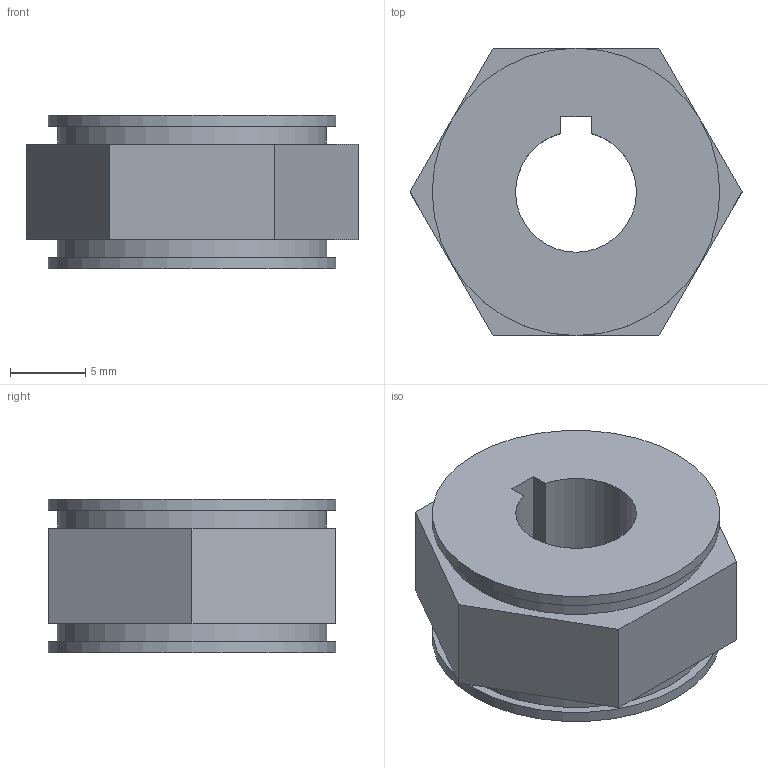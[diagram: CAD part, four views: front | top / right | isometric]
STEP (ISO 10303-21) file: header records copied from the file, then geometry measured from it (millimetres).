
FILE_DESCRIPTION((''),'2;1');
FILE_NAME('','',(''),(''),'','','');
FILE_SCHEMA(('AUTOMOTIVE_DESIGN { 1 0 10303 214 1 1 1 1 }'));
Length unit declared in the file: inch
Products named in the file (1): FH-HUB-8MMKEY
Bounding box: 22 x 19.05 x 10.16 mm (x, y, z)
Volume: 2467.2 mm3; surface area: 1581.3 mm2
Topology: 1 solids, 1 shells, 20 faces, 42 edges, 28 vertices
Faces by surface type: plane 15, cylinder 5
Full cylindrical faces by diameter (mm): 17.78 x1, 17.882 x1, 19.05 x2
Entity records: 548 total; most frequent: DIRECTION 90, CARTESIAN_POINT 87, ORIENTED_EDGE 76, EDGE_CURVE 38, AXIS2_PLACEMENT_3D 31, EDGE_LOOP 30, VERTEX_POINT 28, VECTOR 28
